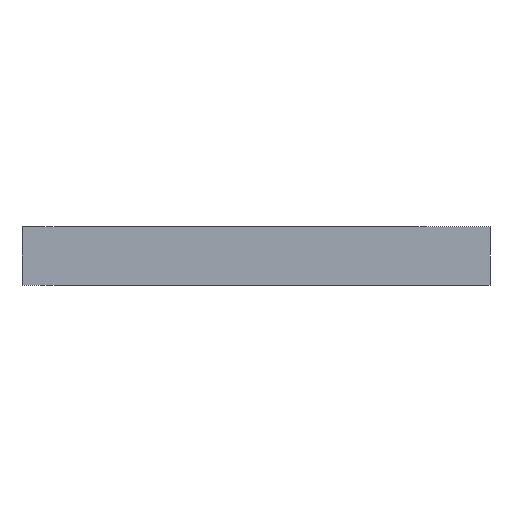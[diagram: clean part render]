
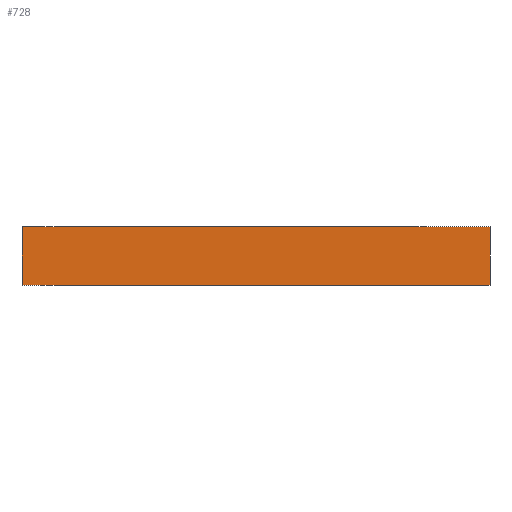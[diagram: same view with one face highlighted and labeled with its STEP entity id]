
A CAD part, left-side view. The second image highlights one B-rep face of the part: STEP entity #728.
In plain terms, the highlighted planar face has unit normal (-1, 0, 0).
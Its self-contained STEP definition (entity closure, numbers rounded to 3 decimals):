
#14 = DIRECTION ( 'NONE',  ( 0., -1., 0. ) ) ;
#34 = DIRECTION ( 'NONE',  ( 0., 0., -1. ) ) ;
#163 = CARTESIAN_POINT ( 'NONE',  ( -70., -40., 10. ) ) ;
#164 = VERTEX_POINT ( 'NONE', #754 ) ;
#250 = LINE ( 'NONE', #1261, #557 ) ;
#291 = CARTESIAN_POINT ( 'NONE',  ( -70., 40., 0. ) ) ;
#364 = LINE ( 'NONE', #1266, #758 ) ;
#390 = FACE_OUTER_BOUND ( 'NONE', #512, .T. ) ;
#405 = PLANE ( 'NONE',  #1202 ) ;
#483 = ORIENTED_EDGE ( 'NONE', *, *, #614, .T. ) ;
#486 = LINE ( 'NONE', #1353, #658 ) ;
#512 = EDGE_LOOP ( 'NONE', ( #483, #1084, #1469, #911 ) ) ;
#528 = EDGE_CURVE ( 'NONE', #1399, #164, #250, .T. ) ;
#557 = VECTOR ( 'NONE', #791, 1000. ) ;
#614 = EDGE_CURVE ( 'NONE', #980, #812, #364, .T. ) ;
#658 = VECTOR ( 'NONE', #1249, 1000. ) ;
#728 = ADVANCED_FACE ( 'NONE', ( #390 ), #405, .F. ) ;
#754 = CARTESIAN_POINT ( 'NONE',  ( -70., -40., 10. ) ) ;
#758 = VECTOR ( 'NONE', #14, 1000. ) ;
#791 = DIRECTION ( 'NONE',  ( 0., -1., 0. ) ) ;
#808 = VECTOR ( 'NONE', #1298, 1000. ) ;
#812 = VERTEX_POINT ( 'NONE', #1244 ) ;
#817 = EDGE_CURVE ( 'NONE', #1399, #980, #486, .T. ) ;
#846 = DIRECTION ( 'NONE',  ( 1., 0., 0. ) ) ;
#859 = CARTESIAN_POINT ( 'NONE',  ( -70., -40., 10. ) ) ;
#911 = ORIENTED_EDGE ( 'NONE', *, *, #817, .T. ) ;
#952 = CARTESIAN_POINT ( 'NONE',  ( -70., 40., 10. ) ) ;
#960 = LINE ( 'NONE', #163, #808 ) ;
#980 = VERTEX_POINT ( 'NONE', #291 ) ;
#985 = EDGE_CURVE ( 'NONE', #164, #812, #960, .T. ) ;
#1084 = ORIENTED_EDGE ( 'NONE', *, *, #985, .F. ) ;
#1202 = AXIS2_PLACEMENT_3D ( 'NONE', #859, #846, #34 ) ;
#1244 = CARTESIAN_POINT ( 'NONE',  ( -70., -40., 0. ) ) ;
#1249 = DIRECTION ( 'NONE',  ( 0., 0., -1. ) ) ;
#1261 = CARTESIAN_POINT ( 'NONE',  ( -70., -40., 10. ) ) ;
#1266 = CARTESIAN_POINT ( 'NONE',  ( -70., -40., 0. ) ) ;
#1298 = DIRECTION ( 'NONE',  ( 0., 0., -1. ) ) ;
#1353 = CARTESIAN_POINT ( 'NONE',  ( -70., 40., 10. ) ) ;
#1399 = VERTEX_POINT ( 'NONE', #952 ) ;
#1469 = ORIENTED_EDGE ( 'NONE', *, *, #528, .F. ) ;
